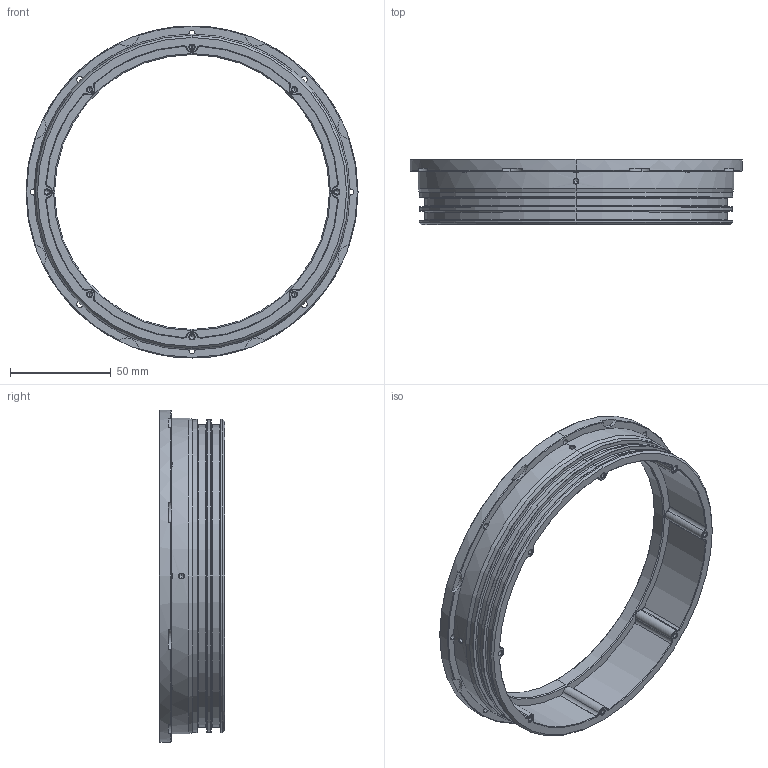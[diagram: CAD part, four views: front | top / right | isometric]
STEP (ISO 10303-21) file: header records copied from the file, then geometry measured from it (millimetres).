
FILE_DESCRIPTION (( 'STEP AP203' ), '1' );
FILE_NAME ('14010401-1651.STEP', '2023-11-27T08:28:34', ( '' ), ( '' ), 'SwSTEP 2.0', 'SolidWorks 2022', '' );
FILE_SCHEMA (( 'CONFIG_CONTROL_DESIGN' ));
Length unit declared in the file: millimetre
Products named in the file (1): 14010401-1651
Bounding box: 165 x 32.5 x 165 mm (x, y, z)
Volume: 96441.3 mm3; surface area: 50967.4 mm2
Topology: 1 solids, 1 shells, 281 faces, 706 edges, 413 vertices
Faces by surface type: cone 122, cylinder 109, plane 26, torus 24
Entity records: 8590 total; most frequent: CARTESIAN_POINT 1629, DIRECTION 1623, ORIENTED_EDGE 1364, AXIS2_PLACEMENT_3D 687, EDGE_CURVE 682, VERTEX_POINT 413, CIRCLE 405, EDGE_LOOP 309
